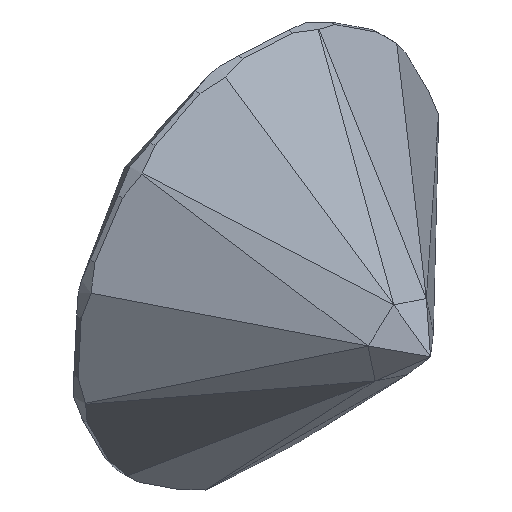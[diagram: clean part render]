
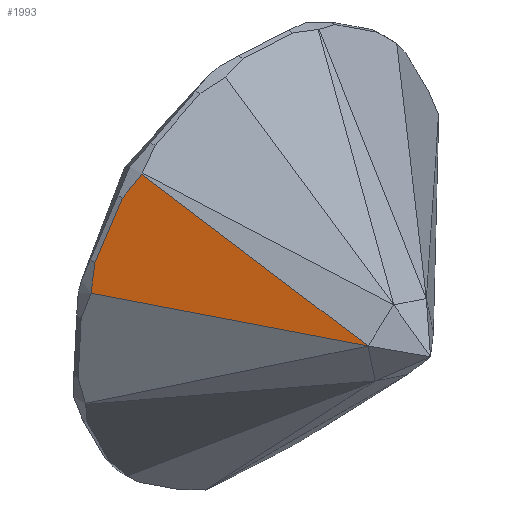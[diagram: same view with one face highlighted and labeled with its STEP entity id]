
A CAD part, isometric view. The second image highlights one B-rep face of the part: STEP entity #1993.
In plain terms, the highlighted free-form (B-spline) face has degree [1, 1] with [2, 2] control points.
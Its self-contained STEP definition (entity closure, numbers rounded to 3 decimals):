
#416 = VERTEX_POINT('',#417);
#417 = CARTESIAN_POINT('',(-8.946,81.321,
    7.849));
#422 = EDGE_CURVE('',#423,#416,#425,.T.);
#423 = VERTEX_POINT('',#424);
#424 = CARTESIAN_POINT('',(-7.946,81.044,8.86
    ));
#425 = ( BOUNDED_CURVE() B_SPLINE_CURVE(2,(#426,#427,#428),
.UNSPECIFIED.,.F.,.F.) B_SPLINE_CURVE_WITH_KNOTS((3,3),(-0.259,
-0.14),.PIECEWISE_BEZIER_KNOTS.) CURVE() 
GEOMETRIC_REPRESENTATION_ITEM() RATIONAL_B_SPLINE_CURVE((1.,
0.998,1.)) REPRESENTATION_ITEM('') );
#426 = CARTESIAN_POINT('',(-7.946,81.044,8.86
    ));
#427 = CARTESIAN_POINT('',(-8.476,81.224,
    8.384));
#428 = CARTESIAN_POINT('',(-8.946,81.321,
    7.849));
#495 = VERTEX_POINT('',#496);
#496 = CARTESIAN_POINT('',(-11.301,81.036,3.731
    ));
#502 = EDGE_CURVE('',#503,#495,#505,.T.);
#503 = VERTEX_POINT('',#504);
#504 = CARTESIAN_POINT('',(-10.762,81.321,
    5.082));
#505 = ( BOUNDED_CURVE() B_SPLINE_CURVE(2,(#506,#507,#508),
.UNSPECIFIED.,.F.,.F.) B_SPLINE_CURVE_WITH_KNOTS((3,3),(0.14,
0.262),.PIECEWISE_BEZIER_KNOTS.) CURVE() 
GEOMETRIC_REPRESENTATION_ITEM() RATIONAL_B_SPLINE_CURVE((1.,
0.998,1.)) REPRESENTATION_ITEM('') );
#506 = CARTESIAN_POINT('',(-10.762,81.321,
    5.082));
#507 = CARTESIAN_POINT('',(-11.073,81.221,4.423
    ));
#508 = CARTESIAN_POINT('',(-11.301,81.036,3.731
    ));
#929 = EDGE_CURVE('',#930,#423,#932,.T.);
#930 = VERTEX_POINT('',#931);
#931 = CARTESIAN_POINT('',(-2.154,71.892,
    0.711));
#932 = B_SPLINE_CURVE_WITH_KNOTS('',1,(#933,#934),.UNSPECIFIED.,.F.,.F.,
  (2,2),(-1.113,0.037),.PIECEWISE_BEZIER_KNOTS.);
#933 = CARTESIAN_POINT('',(-2.154,71.892,
    0.711));
#934 = CARTESIAN_POINT('',(-7.946,81.044,8.86
    ));
#1001 = EDGE_CURVE('',#495,#930,#1002,.T.);
#1002 = B_SPLINE_CURVE_WITH_KNOTS('',1,(#1003,#1004),.UNSPECIFIED.,.F.,
  .F.,(2,2),(-0.015,1.112),
  .PIECEWISE_BEZIER_KNOTS.);
#1003 = CARTESIAN_POINT('',(-11.301,81.036,
    3.731));
#1004 = CARTESIAN_POINT('',(-2.154,71.892,
    0.711));
#1838 = EDGE_CURVE('',#503,#416,#1839,.T.);
#1839 = B_SPLINE_CURVE_WITH_KNOTS('',1,(#1840,#1841),.UNSPECIFIED.,.F.,
  .F.,(2,2),(0.128,0.408),.PIECEWISE_BEZIER_KNOTS.);
#1840 = CARTESIAN_POINT('',(-10.762,81.321,
    5.082));
#1841 = CARTESIAN_POINT('',(-8.946,81.321,
    7.849));
#1993 = ADVANCED_FACE('',(#1994),#2001,.T.);
#1994 = FACE_BOUND('',#1995,.T.);
#1995 = EDGE_LOOP('',(#1996,#1997,#1998,#1999,#2000));
#1996 = ORIENTED_EDGE('',*,*,#502,.T.);
#1997 = ORIENTED_EDGE('',*,*,#1001,.T.);
#1998 = ORIENTED_EDGE('',*,*,#929,.T.);
#1999 = ORIENTED_EDGE('',*,*,#422,.T.);
#2000 = ORIENTED_EDGE('',*,*,#1838,.F.);
#2001 = B_SPLINE_SURFACE_WITH_KNOTS('',1,1,(
    (#2002,#2003)
    ,(#2004,#2005
    )),.UNSPECIFIED.,.F.,.F.,.F.,(2,2),(2,2),(-0.528,
    -0.006),(-0.001,1.142),
  .PIECEWISE_BEZIER_KNOTS.);
#2002 = CARTESIAN_POINT('',(-8.182,81.329,
    9.028));
#2003 = CARTESIAN_POINT('',(-0.146,71.884,
    3.756));
#2004 = CARTESIAN_POINT('',(-11.557,81.329,
    3.885));
#2005 = CARTESIAN_POINT('',(-3.521,71.884,
    -1.388));
